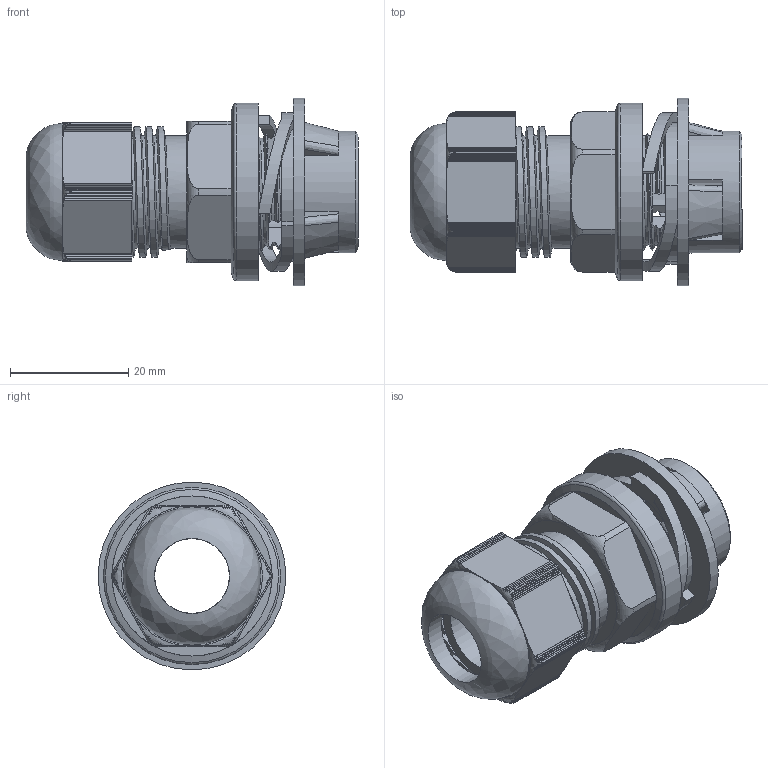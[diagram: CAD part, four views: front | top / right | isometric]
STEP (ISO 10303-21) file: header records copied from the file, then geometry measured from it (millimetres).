
FILE_DESCRIPTION(/* description */ (''),/* implementation_level */ '2;1');
FILE_NAME(/* name */ '12003300_S-MBF 20.stp',/* time_stamp */ '2018-07-04T11:45:24+02:00',/* author */ ('haertel'),/* organization */ ('Fa. Bopla'),/* preprocessor_version */ 'ST-DEVELOPER v16.13',/* originating_system */ 'Autodesk Inventor 2018',/* authorisation */ '');
FILE_SCHEMA (('AUTOMOTIVE_DESIGN { 1 0 10303 214 3 1 1 }'));
Length unit declared in the file: millimetre
Products named in the file (1): 12003300_S-MBF 20
Bounding box: 56.2 x 31.8 x 31.8 mm (x, y, z)
Volume: 13235.5 mm3; surface area: 15622.4 mm2
Topology: 1 solids, 2 shells, 550 faces, 1929 edges, 1276 vertices
Faces by surface type: plane 294, cylinder 187, bspline 33, torus 22, cone 14
Full cylindrical faces by diameter (mm): 12.62 x1, 12.7 x1, 12.8 x1, 13 x1, 14.58 x1, 14.75 x1, 15.5 x1, 15.6 x1, 16 x2, 16.3 x1, 19.08 x6, 20.2 x4, 20.6 x1, 21 x1, 25.2 x1, 27.1 x1, 27.72 x1, 30 x1, 31.8 x1
Entity records: 36899 total; most frequent: CARTESIAN_POINT 20720, ORIENTED_EDGE 3706, DIRECTION 2827, EDGE_CURVE 1853, VERTEX_POINT 1240, AXIS2_PLACEMENT_3D 969, LINE 889, VECTOR 889
